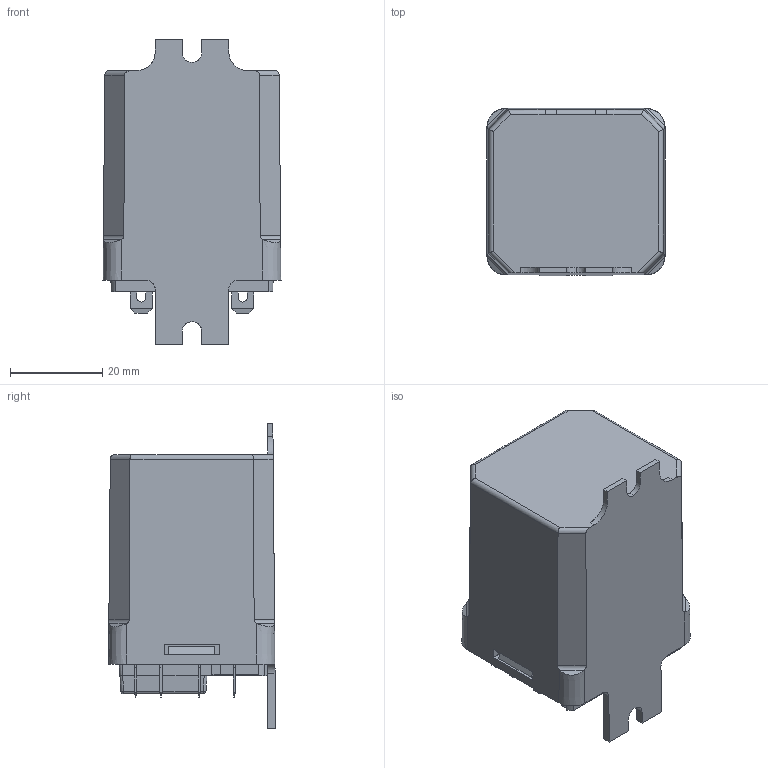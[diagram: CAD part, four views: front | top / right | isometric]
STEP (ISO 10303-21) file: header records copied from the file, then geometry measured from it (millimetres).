
FILE_DESCRIPTION (( 'STEP AP214' ), '1' );
FILE_NAME ('RUC faston 4,8x0,5 z uchwytami monta¿owymi.STEP', '2016-06-16T12:05:58', ( '' ), ( '' ), 'SwSTEP 2.0', 'SolidWorks 2016', '' );
FILE_SCHEMA (( 'AUTOMOTIVE_DESIGN' ));
Length unit declared in the file: millimetre
Products named in the file (1): RUC faston 4,8x0,5 z uchwytami monta¿owymi
Bounding box: 38.65 x 36.27 x 66.31 mm (x, y, z)
Volume: 21201.4 mm3; surface area: 18863.6 mm2
Topology: 1 solids, 3 shells, 622 faces, 1630 edges, 1048 vertices
Faces by surface type: plane 425, cylinder 109, bspline 72, sphere 8, cone 5, torus 3
Entity records: 28056 total; most frequent: CARTESIAN_POINT 8058, ORIENTED_EDGE 3260, DIRECTION 2627, EDGE_CURVE 1630, LINE 1245, VECTOR 1245, VERTEX_POINT 1048, AXIS2_PLACEMENT_3D 691
